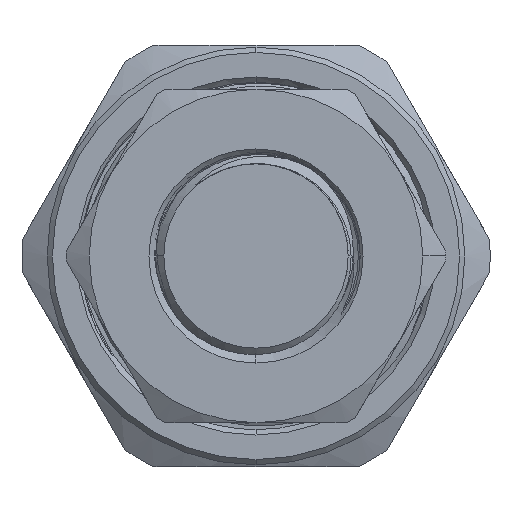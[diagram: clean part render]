
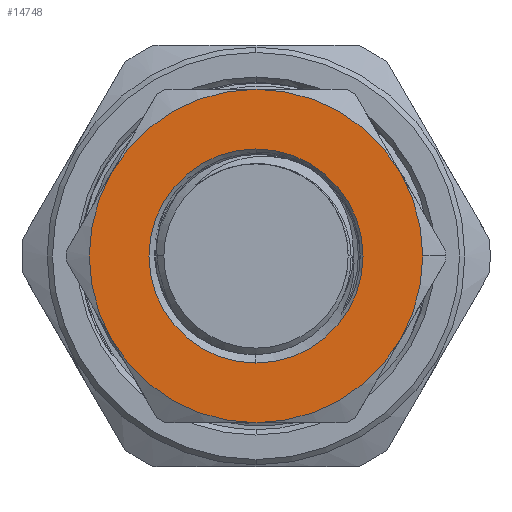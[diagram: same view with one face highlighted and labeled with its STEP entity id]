
A CAD part, left-side view. The second image highlights one B-rep face of the part: STEP entity #14748.
In plain terms, the highlighted planar face has unit normal (-1, 0, 0).
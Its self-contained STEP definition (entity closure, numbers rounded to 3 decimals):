
#45 = VERTEX_POINT ( 'NONE', #11731 ) ;
#105 = EDGE_CURVE ( 'NONE', #16351, #11837, #904, .T. ) ;
#297 = VERTEX_POINT ( 'NONE', #5687 ) ;
#432 = AXIS2_PLACEMENT_3D ( 'NONE', #7011, #16007, #12317 ) ;
#543 = ORIENTED_EDGE ( 'NONE', *, *, #15521, .T. ) ;
#875 = CARTESIAN_POINT ( 'NONE',  ( -44.295, 8.227, -4.75 ) ) ;
#904 = CIRCLE ( 'NONE', #1216, 6.1 ) ;
#1216 = AXIS2_PLACEMENT_3D ( 'NONE', #10895, #1854, #14583 ) ;
#1595 = AXIS2_PLACEMENT_3D ( 'NONE', #12832, #6694, #12885 ) ;
#1854 = DIRECTION ( 'NONE',  ( 1., 0., 0. ) ) ;
#1932 = CIRCLE ( 'NONE', #432, 6.1 ) ;
#1992 = AXIS2_PLACEMENT_3D ( 'NONE', #2792, #13970, #12912 ) ;
#2026 = PLANE ( 'NONE',  #12628 ) ;
#2549 = CIRCLE ( 'NONE', #1595, 9.5 ) ;
#2590 = DIRECTION ( 'NONE',  ( 1., 0., 0. ) ) ;
#2792 = CARTESIAN_POINT ( 'NONE',  ( -44.295, 0., 0. ) ) ;
#2980 = CIRCLE ( 'NONE', #1992, 9.5 ) ;
#3814 = CARTESIAN_POINT ( 'NONE',  ( -44.295, 0., 0. ) ) ;
#3823 = CARTESIAN_POINT ( 'NONE',  ( -44.295, 0., 0. ) ) ;
#4014 = CARTESIAN_POINT ( 'NONE',  ( -44.295, -8.227, 4.75 ) ) ;
#4158 = ORIENTED_EDGE ( 'NONE', *, *, #8358, .F. ) ;
#4288 = CARTESIAN_POINT ( 'NONE',  ( -44.295, 0., -6.1 ) ) ;
#5108 = DIRECTION ( 'NONE',  ( 1., 0., 0. ) ) ;
#5228 = VERTEX_POINT ( 'NONE', #9800 ) ;
#5423 = DIRECTION ( 'NONE',  ( 0., -1., 0. ) ) ;
#5687 = CARTESIAN_POINT ( 'NONE',  ( -44.295, 8.227, 4.75 ) ) ;
#5711 = CARTESIAN_POINT ( 'NONE',  ( -44.295, 10.97, 0. ) ) ;
#6386 = CIRCLE ( 'NONE', #8818, 9.5 ) ;
#6653 = DIRECTION ( 'NONE',  ( 0., -1., 0. ) ) ;
#6694 = DIRECTION ( 'NONE',  ( 1., 0., 0. ) ) ;
#7011 = CARTESIAN_POINT ( 'NONE',  ( -44.295, 0., 0. ) ) ;
#7122 = DIRECTION ( 'NONE',  ( 1., 0., 0. ) ) ;
#7153 = CIRCLE ( 'NONE', #15377, 9.5 ) ;
#7524 = DIRECTION ( 'NONE',  ( 0., -1., 0. ) ) ;
#7833 = VERTEX_POINT ( 'NONE', #8645 ) ;
#7961 = CARTESIAN_POINT ( 'NONE',  ( -44.295, -9.5, 0. ) ) ;
#8066 = EDGE_LOOP ( 'NONE', ( #9251, #9503, #12213, #4158, #9337, #12995, #14614 ) ) ;
#8280 = CARTESIAN_POINT ( 'NONE',  ( -44.295, 0., 0. ) ) ;
#8358 = EDGE_CURVE ( 'NONE', #9623, #45, #7153, .T. ) ;
#8645 = CARTESIAN_POINT ( 'NONE',  ( -44.295, 0., 9.5 ) ) ;
#8818 = AXIS2_PLACEMENT_3D ( 'NONE', #15206, #11673, #5423 ) ;
#8987 = EDGE_CURVE ( 'NONE', #5228, #11534, #13887, .T. ) ;
#9002 = EDGE_CURVE ( 'NONE', #7833, #12963, #6386, .T. ) ;
#9251 = ORIENTED_EDGE ( 'NONE', *, *, #11719, .F. ) ;
#9296 = FACE_BOUND ( 'NONE', #11842, .T. ) ;
#9337 = ORIENTED_EDGE ( 'NONE', *, *, #15088, .F. ) ;
#9503 = ORIENTED_EDGE ( 'NONE', *, *, #8987, .F. ) ;
#9542 = EDGE_CURVE ( 'NONE', #45, #5228, #14091, .T. ) ;
#9612 = DIRECTION ( 'NONE',  ( 0., -1., 0. ) ) ;
#9623 = VERTEX_POINT ( 'NONE', #7961 ) ;
#9800 = CARTESIAN_POINT ( 'NONE',  ( -44.295, 0., -9.5 ) ) ;
#10573 = EDGE_CURVE ( 'NONE', #297, #7833, #2980, .T. ) ;
#10705 = ORIENTED_EDGE ( 'NONE', *, *, #105, .T. ) ;
#10895 = CARTESIAN_POINT ( 'NONE',  ( -44.295, 0., 0. ) ) ;
#11534 = VERTEX_POINT ( 'NONE', #875 ) ;
#11673 = DIRECTION ( 'NONE',  ( 1., 0., 0. ) ) ;
#11678 = AXIS2_PLACEMENT_3D ( 'NONE', #3823, #5108, #13943 ) ;
#11719 = EDGE_CURVE ( 'NONE', #11534, #297, #12263, .T. ) ;
#11731 = CARTESIAN_POINT ( 'NONE',  ( -44.295, -8.227, -4.75 ) ) ;
#11837 = VERTEX_POINT ( 'NONE', #13028 ) ;
#11842 = EDGE_LOOP ( 'NONE', ( #10705, #543 ) ) ;
#12160 = DIRECTION ( 'NONE',  ( -1., 0., 0. ) ) ;
#12213 = ORIENTED_EDGE ( 'NONE', *, *, #9542, .F. ) ;
#12263 = CIRCLE ( 'NONE', #14388, 9.5 ) ;
#12317 = DIRECTION ( 'NONE',  ( 0., 0., 1. ) ) ;
#12628 = AXIS2_PLACEMENT_3D ( 'NONE', #5711, #12160, #14541 ) ;
#12832 = CARTESIAN_POINT ( 'NONE',  ( -44.295, 0., 0. ) ) ;
#12885 = DIRECTION ( 'NONE',  ( 0., -1., 0. ) ) ;
#12912 = DIRECTION ( 'NONE',  ( 0., -1., 0. ) ) ;
#12963 = VERTEX_POINT ( 'NONE', #4014 ) ;
#12995 = ORIENTED_EDGE ( 'NONE', *, *, #9002, .F. ) ;
#13028 = CARTESIAN_POINT ( 'NONE',  ( -44.295, 0., 6.1 ) ) ;
#13639 = FACE_OUTER_BOUND ( 'NONE', #8066, .T. ) ;
#13887 = CIRCLE ( 'NONE', #11678, 9.5 ) ;
#13943 = DIRECTION ( 'NONE',  ( 0., -1., 0. ) ) ;
#13970 = DIRECTION ( 'NONE',  ( 1., 0., 0. ) ) ;
#14091 = CIRCLE ( 'NONE', #15795, 9.5 ) ;
#14129 = CARTESIAN_POINT ( 'NONE',  ( -44.295, 0., 0. ) ) ;
#14173 = DIRECTION ( 'NONE',  ( 1., 0., 0. ) ) ;
#14388 = AXIS2_PLACEMENT_3D ( 'NONE', #3814, #2590, #7524 ) ;
#14541 = DIRECTION ( 'NONE',  ( 0., 1., 0. ) ) ;
#14583 = DIRECTION ( 'NONE',  ( 0., 0., 1. ) ) ;
#14614 = ORIENTED_EDGE ( 'NONE', *, *, #10573, .F. ) ;
#14748 = ADVANCED_FACE ( 'NONE', ( #9296, #13639 ), #2026, .T. ) ;
#15088 = EDGE_CURVE ( 'NONE', #12963, #9623, #2549, .T. ) ;
#15206 = CARTESIAN_POINT ( 'NONE',  ( -44.295, 0., 0. ) ) ;
#15377 = AXIS2_PLACEMENT_3D ( 'NONE', #14129, #14173, #6653 ) ;
#15521 = EDGE_CURVE ( 'NONE', #11837, #16351, #1932, .T. ) ;
#15795 = AXIS2_PLACEMENT_3D ( 'NONE', #8280, #7122, #9612 ) ;
#16007 = DIRECTION ( 'NONE',  ( 1., 0., 0. ) ) ;
#16351 = VERTEX_POINT ( 'NONE', #4288 ) ;
